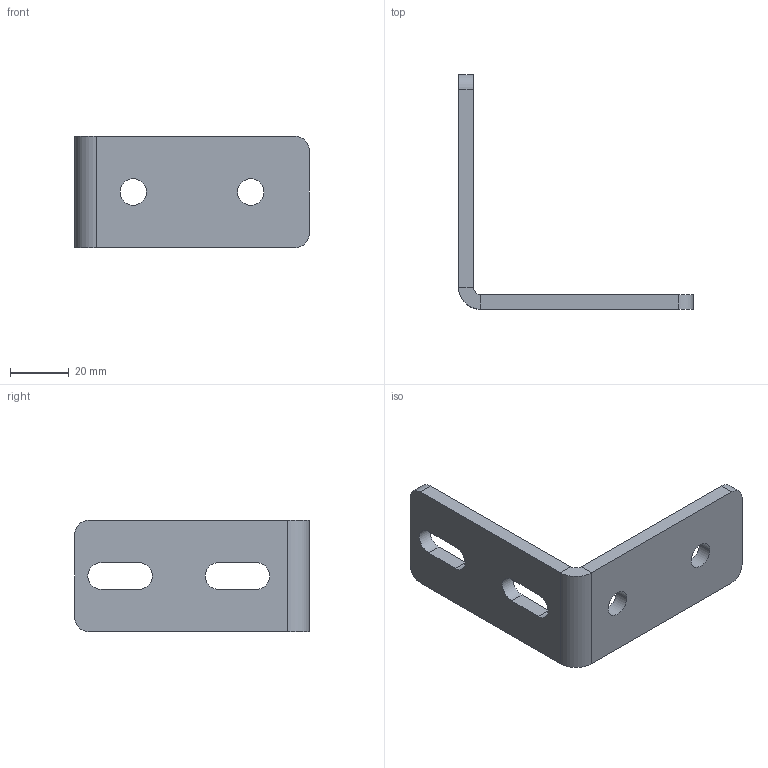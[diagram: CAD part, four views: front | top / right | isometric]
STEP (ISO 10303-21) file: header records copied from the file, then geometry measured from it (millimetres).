
FILE_DESCRIPTION (( 'STEP AP214' ), '1' );
FILE_NAME ('Óãîëîê 40 ñåðèÿ 1õ4 80õ80õ38õ5 óñèë.STEP', '2022-03-05T10:56:49', ( 'user' ), ( '' ), 'SwSTEP 2.0', 'SolidWorks 2021', '' );
FILE_SCHEMA (( 'AUTOMOTIVE_DESIGN' ));
Length unit declared in the file: millimetre
Products named in the file (1): Óãîëîê 40 ñåðèÿ 1õ4 80õ80õ38õ5 óñèë
Bounding box: 80 x 80 x 38 mm (x, y, z)
Volume: 26492.6 mm3; surface area: 13288.2 mm2
Topology: 1 solids, 1 shells, 30 faces, 76 edges, 48 vertices
Faces by surface type: plane 16, cylinder 14
Entity records: 954 total; most frequent: DIRECTION 166, CARTESIAN_POINT 155, ORIENTED_EDGE 152, EDGE_CURVE 76, AXIS2_PLACEMENT_3D 59, VECTOR 48, LINE 48, VERTEX_POINT 48
